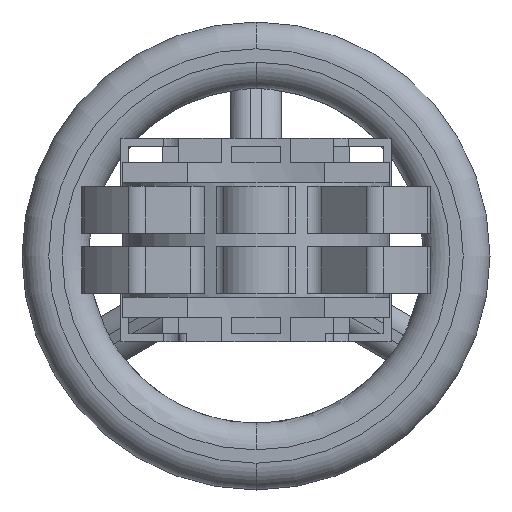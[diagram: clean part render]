
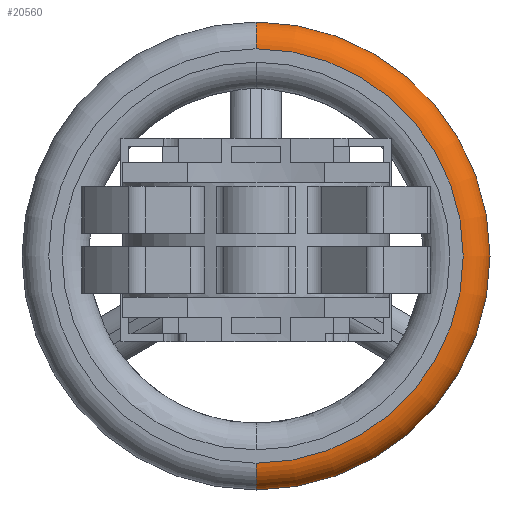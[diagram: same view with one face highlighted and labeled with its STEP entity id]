
A CAD part, front view. The second image highlights one B-rep face of the part: STEP entity #20560.
In plain terms, the highlighted toroidal (fillet/blend) face has major radius 77.5 mm and minor radius 10 mm.
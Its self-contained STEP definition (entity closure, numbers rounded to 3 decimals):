
#632 = AXIS2_PLACEMENT_3D ( 'NONE', #8653, #20286, #34559 ) ;
#914 = DIRECTION ( 'NONE',  ( 0., -1., 0. ) ) ;
#1307 = FACE_OUTER_BOUND ( 'NONE', #4713, .T. ) ;
#1537 = EDGE_CURVE ( 'NONE', #25893, #18766, #12126, .T. ) ;
#1997 = CARTESIAN_POINT ( 'NONE',  ( 0., 281.5, 101.5 ) ) ;
#2144 = CIRCLE ( 'NONE', #25448, 87.5 ) ;
#2764 = ORIENTED_EDGE ( 'NONE', *, *, #22358, .T. ) ;
#3097 = TOROIDAL_SURFACE ( 'NONE', #11741, 77.5, 10. ) ;
#3855 = DIRECTION ( 'NONE',  ( 0., 0., 1. ) ) ;
#4384 = EDGE_CURVE ( 'NONE', #25893, #19305, #16917, .T. ) ;
#4713 = EDGE_LOOP ( 'NONE', ( #19430, #17112, #2764, #20576 ) ) ;
#8653 = CARTESIAN_POINT ( 'NONE',  ( 0., 271.5, 14. ) ) ;
#9740 = DIRECTION ( 'NONE',  ( -1., 0., 0. ) ) ;
#10924 = AXIS2_PLACEMENT_3D ( 'NONE', #20153, #9740, #3855 ) ;
#11741 = AXIS2_PLACEMENT_3D ( 'NONE', #34738, #14584, #31976 ) ;
#12126 = CIRCLE ( 'NONE', #31804, 10. ) ;
#14584 = DIRECTION ( 'NONE',  ( 0., 1., 0. ) ) ;
#15697 = DIRECTION ( 'NONE',  ( 1., 0., 0. ) ) ;
#16379 = VERTEX_POINT ( 'NONE', #1997 ) ;
#16917 = CIRCLE ( 'NONE', #632, 77.5 ) ;
#17044 = CARTESIAN_POINT ( 'NONE',  ( 0., 271.5, -63.5 ) ) ;
#17112 = ORIENTED_EDGE ( 'NONE', *, *, #1537, .T. ) ;
#17777 = CARTESIAN_POINT ( 'NONE',  ( 0., 281.5, -73.5 ) ) ;
#18311 = CARTESIAN_POINT ( 'NONE',  ( 0., 281.5, 14. ) ) ;
#18434 = DIRECTION ( 'NONE',  ( 0., 0., -1. ) ) ;
#18766 = VERTEX_POINT ( 'NONE', #17777 ) ;
#19305 = VERTEX_POINT ( 'NONE', #24189 ) ;
#19430 = ORIENTED_EDGE ( 'NONE', *, *, #4384, .F. ) ;
#20153 = CARTESIAN_POINT ( 'NONE',  ( 0., 281.5, 91.5 ) ) ;
#20286 = DIRECTION ( 'NONE',  ( 0., -1., 0. ) ) ;
#20560 = ADVANCED_FACE ( 'NONE', ( #1307 ), #3097, .T. ) ;
#20576 = ORIENTED_EDGE ( 'NONE', *, *, #23690, .F. ) ;
#22358 = EDGE_CURVE ( 'NONE', #18766, #16379, #2144, .T. ) ;
#23690 = EDGE_CURVE ( 'NONE', #19305, #16379, #25794, .T. ) ;
#24189 = CARTESIAN_POINT ( 'NONE',  ( 0., 271.5, 91.5 ) ) ;
#24293 = CARTESIAN_POINT ( 'NONE',  ( 0., 281.5, -63.5 ) ) ;
#25448 = AXIS2_PLACEMENT_3D ( 'NONE', #18311, #914, #32706 ) ;
#25794 = CIRCLE ( 'NONE', #10924, 10. ) ;
#25893 = VERTEX_POINT ( 'NONE', #17044 ) ;
#31804 = AXIS2_PLACEMENT_3D ( 'NONE', #24293, #15697, #18434 ) ;
#31976 = DIRECTION ( 'NONE',  ( 0., 0., 1. ) ) ;
#32706 = DIRECTION ( 'NONE',  ( 0., 0., 1. ) ) ;
#34559 = DIRECTION ( 'NONE',  ( 0., 0., 1. ) ) ;
#34738 = CARTESIAN_POINT ( 'NONE',  ( 0., 281.5, 14. ) ) ;
